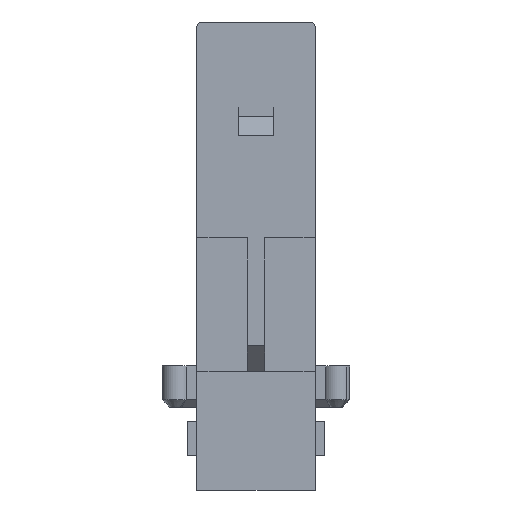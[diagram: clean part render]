
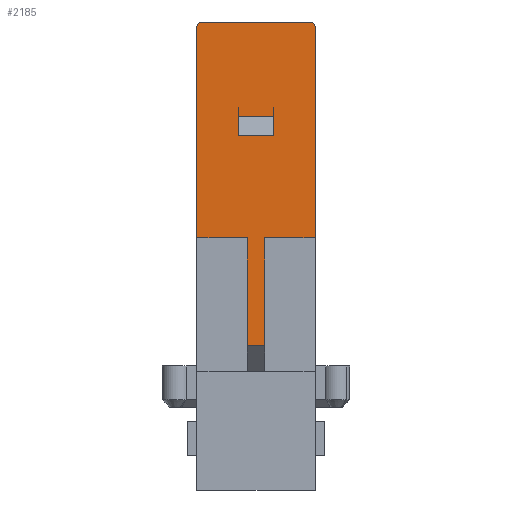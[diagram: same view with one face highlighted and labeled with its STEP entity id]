
A CAD part, front view. The second image highlights one B-rep face of the part: STEP entity #2185.
In plain terms, the highlighted planar face has unit normal (0, -1, 0).
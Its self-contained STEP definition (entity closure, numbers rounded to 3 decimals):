
#2185=ADVANCED_FACE('',(#5509,#5510),#5511,.T.);
#2733=VERTEX_POINT('',#6292);
#2737=VERTEX_POINT('',#6296);
#2739=EDGE_CURVE('',#2737,#2733,#6298,.T.);
#2747=VERTEX_POINT('',#6306);
#2749=EDGE_CURVE('',#2747,#2737,#6308,.T.);
#2753=VERTEX_POINT('',#6312);
#2755=EDGE_CURVE('',#2753,#2747,#6314,.T.);
#3219=VERTEX_POINT('',#6778);
#3221=EDGE_CURVE('',#3219,#2733,#6780,.T.);
#3223=VERTEX_POINT('',#6782);
#3225=EDGE_CURVE('',#3219,#3223,#6784,.T.);
#3227=VERTEX_POINT('',#6786);
#3229=EDGE_CURVE('',#3223,#3227,#6788,.T.);
#3231=VERTEX_POINT('',#6790);
#3233=EDGE_CURVE('',#3227,#3231,#6792,.T.);
#3235=VERTEX_POINT('',#6794);
#3237=EDGE_CURVE('',#3231,#3235,#6796,.T.);
#3239=VERTEX_POINT('',#6798);
#3241=EDGE_CURVE('',#3235,#3239,#6800,.T.);
#3243=VERTEX_POINT('',#6802);
#3245=EDGE_CURVE('',#3239,#3243,#6804,.T.);
#3247=VERTEX_POINT('',#6806);
#3249=EDGE_CURVE('',#3243,#3247,#6808,.T.);
#3251=EDGE_CURVE('',#3247,#2753,#6810,.T.);
#3253=VERTEX_POINT('',#6812);
#3255=VERTEX_POINT('',#6814);
#3257=EDGE_CURVE('',#3253,#3255,#6816,.T.);
#3259=VERTEX_POINT('',#6818);
#3261=EDGE_CURVE('',#3255,#3259,#6820,.T.);
#3263=VERTEX_POINT('',#6822);
#3265=EDGE_CURVE('',#3259,#3263,#6824,.T.);
#3267=EDGE_CURVE('',#3263,#3253,#6826,.T.);
#5509=FACE_OUTER_BOUND('',#9216,.T.);
#5510=FACE_BOUND('',#9217,.T.);
#5511=PLANE('',#9218);
#6292=CARTESIAN_POINT('',(28.6,0.0,90.6));
#6296=CARTESIAN_POINT('',(28.6,0.0,90.598));
#6298=LINE('',#10046,#10047);
#6306=CARTESIAN_POINT('',(29.6,0.0,89.598));
#6308=CIRCLE('',#10061,1.0);
#6312=CARTESIAN_POINT('',(29.6,0.0,48.822));
#6314=LINE('',#10070,#10071);
#6778=CARTESIAN_POINT('',(7.7,0.0,90.6));
#6780=LINE('',#10731,#10732);
#6782=CARTESIAN_POINT('',(7.7,0.0,90.598));
#6784=LINE('',#10737,#10738);
#6786=CARTESIAN_POINT('',(6.7,0.0,89.598));
#6788=CIRCLE('',#10743,1.0);
#6790=CARTESIAN_POINT('',(6.7,0.0,48.822));
#6792=LINE('',#10748,#10749);
#6794=CARTESIAN_POINT('',(16.5,0.0,48.822));
#6796=LINE('',#10754,#10755);
#6798=CARTESIAN_POINT('',(16.5,0.0,27.922));
#6800=LINE('',#10760,#10761);
#6802=CARTESIAN_POINT('',(19.8,0.0,27.922));
#6804=LINE('',#10766,#10767);
#6806=CARTESIAN_POINT('',(19.8,0.0,48.822));
#6808=LINE('',#10772,#10773);
#6810=LINE('',#10776,#10777);
#6812=CARTESIAN_POINT('',(14.7,0.0,68.598));
#6814=CARTESIAN_POINT('',(14.7,0.0,72.27));
#6816=LINE('',#10784,#10785);
#6818=CARTESIAN_POINT('',(21.6,0.0,72.27));
#6820=LINE('',#10790,#10791);
#6822=CARTESIAN_POINT('',(21.6,0.0,68.598));
#6824=LINE('',#10796,#10797);
#6826=LINE('',#10800,#10801);
#9216=EDGE_LOOP('',(#14294,#14295,#14296,#14297,#14298,#14299,#14300,#14301,#14302,#14303,#14304,#14305));
#9217=EDGE_LOOP('',(#14306,#14307,#14308,#14309));
#9218=AXIS2_PLACEMENT_3D('',#14310,#14311,#14312);
#10046=CARTESIAN_POINT('',(28.6,0.0,59.76));
#10047=VECTOR('',#16393,1.0);
#10061=AXIS2_PLACEMENT_3D('',#16398,#16399,#16400);
#10070=CARTESIAN_POINT('',(29.6,0.0,90.6));
#10071=VECTOR('',#16402,1.0);
#10731=CARTESIAN_POINT('',(6.7,0.0,90.6));
#10732=VECTOR('',#16597,1.0);
#10737=CARTESIAN_POINT('',(7.7,0.0,59.26));
#10738=VECTOR('',#16598,1.0);
#10743=AXIS2_PLACEMENT_3D('',#16599,#16600,#16601);
#10748=CARTESIAN_POINT('',(6.7,0.0,90.6));
#10749=VECTOR('',#16602,1.0);
#10754=CARTESIAN_POINT('',(6.7,0.0,48.822));
#10755=VECTOR('',#16603,1.0);
#10760=CARTESIAN_POINT('',(16.5,0.0,31.397));
#10761=VECTOR('',#16604,1.0);
#10766=CARTESIAN_POINT('',(6.7,0.0,27.922));
#10767=VECTOR('',#16605,1.0);
#10772=CARTESIAN_POINT('',(19.8,0.0,31.397));
#10773=VECTOR('',#16606,1.0);
#10776=CARTESIAN_POINT('',(18.15,0.0,48.822));
#10777=VECTOR('',#16607,1.0);
#10784=CARTESIAN_POINT('',(14.7,0.0,61.465));
#10785=VECTOR('',#16608,1.0);
#10790=CARTESIAN_POINT('',(10.7,0.0,72.27));
#10791=VECTOR('',#16609,1.0);
#10796=CARTESIAN_POINT('',(21.6,0.0,62.701));
#10797=VECTOR('',#16610,1.0);
#10800=CARTESIAN_POINT('',(12.425,0.0,68.598));
#10801=VECTOR('',#16611,1.0);
#14294=ORIENTED_EDGE('',*,*,#2749,.T.);
#14295=ORIENTED_EDGE('',*,*,#2739,.T.);
#14296=ORIENTED_EDGE('',*,*,#3221,.F.);
#14297=ORIENTED_EDGE('',*,*,#3225,.T.);
#14298=ORIENTED_EDGE('',*,*,#3229,.T.);
#14299=ORIENTED_EDGE('',*,*,#3233,.T.);
#14300=ORIENTED_EDGE('',*,*,#3237,.T.);
#14301=ORIENTED_EDGE('',*,*,#3241,.T.);
#14302=ORIENTED_EDGE('',*,*,#3245,.T.);
#14303=ORIENTED_EDGE('',*,*,#3249,.T.);
#14304=ORIENTED_EDGE('',*,*,#3251,.T.);
#14305=ORIENTED_EDGE('',*,*,#2755,.T.);
#14306=ORIENTED_EDGE('',*,*,#3257,.T.);
#14307=ORIENTED_EDGE('',*,*,#3261,.T.);
#14308=ORIENTED_EDGE('',*,*,#3265,.T.);
#14309=ORIENTED_EDGE('',*,*,#3267,.T.);
#14310=CARTESIAN_POINT('',(6.7,0.0,27.922));
#14311=DIRECTION('',(0.0,-1.0,0.0));
#14312=DIRECTION('',(0.0,0.0,1.0));
#16393=DIRECTION('',(0.0,0.0,1.0));
#16398=CARTESIAN_POINT('',(28.6,0.0,89.598));
#16399=DIRECTION('',(-0.0,-1.0,0.0));
#16400=DIRECTION('',(0.,0.0,1.0));
#16402=DIRECTION('',(0.0,0.0,1.0));
#16597=DIRECTION('',(1.0,0.0,0.0));
#16598=DIRECTION('',(0.0,0.0,-1.0));
#16599=CARTESIAN_POINT('',(7.7,0.0,89.598));
#16600=DIRECTION('',(0.0,-1.0,-0.0));
#16601=DIRECTION('',(-1.0,0.0,0.));
#16602=DIRECTION('',(0.0,0.0,-1.0));
#16603=DIRECTION('',(1.0,0.0,0.0));
#16604=DIRECTION('',(0.0,0.0,-1.0));
#16605=DIRECTION('',(1.0,0.0,0.0));
#16606=DIRECTION('',(0.0,0.0,1.0));
#16607=DIRECTION('',(1.0,0.0,0.0));
#16608=DIRECTION('',(0.0,0.0,1.0));
#16609=DIRECTION('',(1.0,0.0,0.0));
#16610=DIRECTION('',(0.0,0.0,-1.0));
#16611=DIRECTION('',(-1.0,0.0,0.0));
